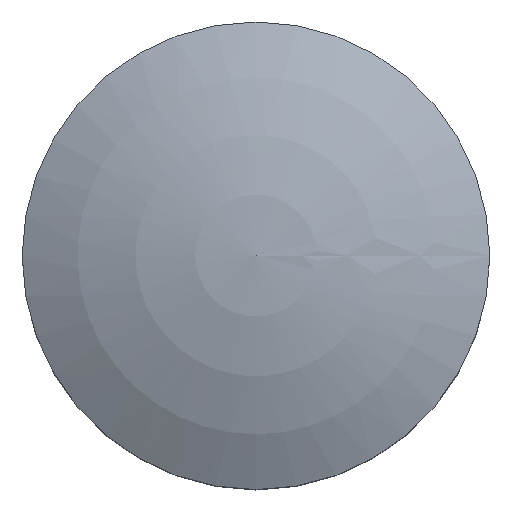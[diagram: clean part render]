
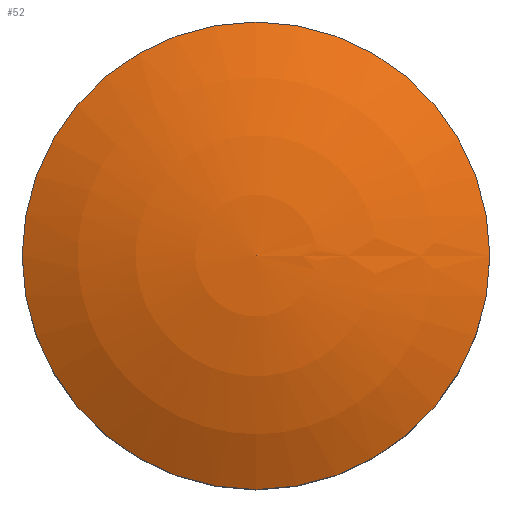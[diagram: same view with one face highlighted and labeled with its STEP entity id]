
A CAD part, top view. The second image highlights one B-rep face of the part: STEP entity #52.
In plain terms, the highlighted spherical face has radius 34 mm.
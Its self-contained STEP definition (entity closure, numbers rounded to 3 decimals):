
#52 = ADVANCED_FACE( '', ( #112 ), #113, .T. );
#112 = FACE_OUTER_BOUND( '', #181, .T. );
#113 = SPHERICAL_SURFACE( '', #182, 34. );
#181 = EDGE_LOOP( '', ( #256 ) );
#182 = AXIS2_PLACEMENT_3D( '', #257, #258, #259 );
#256 = ORIENTED_EDGE( '', *, *, #330, .T. );
#257 = CARTESIAN_POINT( '', ( 0., 0., -14. ) );
#258 = DIRECTION( '', ( 0., 0., 1. ) );
#259 = DIRECTION( '', ( 1., 0., 0. ) );
#330 = EDGE_CURVE( '', #370, #370, #371, .T. );
#370 = VERTEX_POINT( '', #416 );
#371 = CIRCLE( '', #417, 16. );
#416 = CARTESIAN_POINT( '', ( 16., 0., 16. ) );
#417 = AXIS2_PLACEMENT_3D( '', #464, #465, #466 );
#464 = CARTESIAN_POINT( '', ( 0., 0., 16. ) );
#465 = DIRECTION( '', ( 0., 0., 1. ) );
#466 = DIRECTION( '', ( 1., 0., 0. ) );
